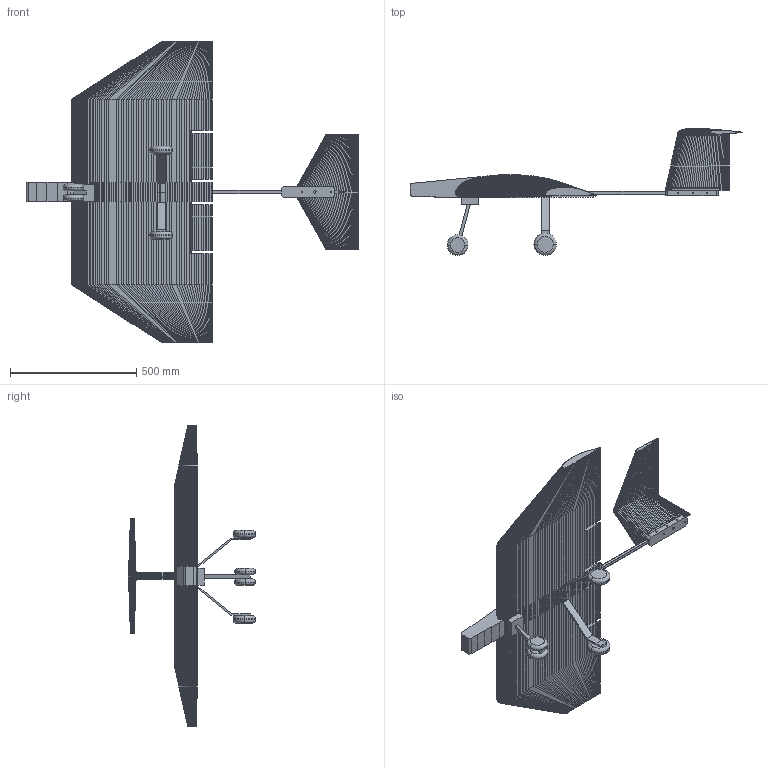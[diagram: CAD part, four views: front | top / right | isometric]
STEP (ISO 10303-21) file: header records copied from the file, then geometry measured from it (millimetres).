
FILE_DESCRIPTION(('CATIA V5 STEP Exchange'),'2;1');
FILE_NAME('prototype 2 assembly.stp','2022-03-19T06:44:35+00:00',('none'),('none'),'CATIA Version 5 Release 20 GA (IN-10)','CATIA V5 STEP AP203','none');
FILE_SCHEMA(('CONFIG_CONTROL_DESIGN'));
Length unit declared in the file: millimetre
Products named in the file (1): Product1
Assembly tree (7 placements, depth 2):
  Product1
    #58
    #19017
    #19328
    #22539
    #28093
    #29581
    #35027
Bounding box: 1317.39 x 504.1 x 1193.8 mm (x, y, z)
Volume: 41217035.2 mm3; surface area: 2025327.7 mm2
Topology: 14 solids, 14 shells, 1793 faces, 4800 edges, 3037 vertices
Faces by surface type: plane 1745, cylinder 32, torus 16
Entity records: 53272 total; most frequent: ORIENTED_EDGE 9600, CARTESIAN_POINT 9434, DIRECTION 7994, EDGE_CURVE 4800, VECTOR 4700, LINE 4700, VERTEX_POINT 3037, EDGE_LOOP 1827
